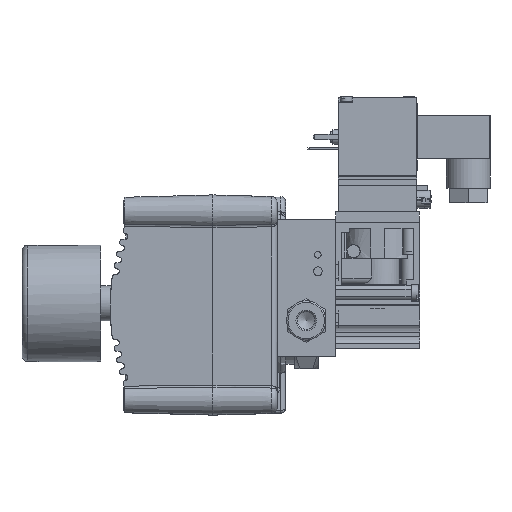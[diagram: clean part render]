
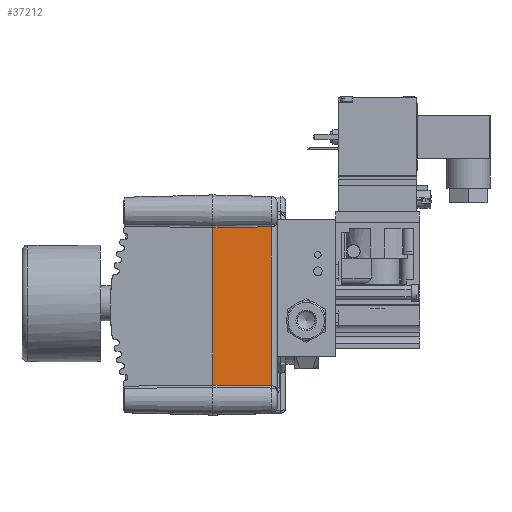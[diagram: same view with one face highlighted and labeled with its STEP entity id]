
A CAD part, left-side view. The second image highlights one B-rep face of the part: STEP entity #37212.
In plain terms, the highlighted planar face has unit normal (-1, -0.026, 0).
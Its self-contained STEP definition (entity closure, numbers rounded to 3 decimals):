
#2472=PLANE('',#40616);
#4520=FACE_OUTER_BOUND('',#6834,.T.);
#6834=EDGE_LOOP('',(#33780,#33781,#33782,#33783));
#8611=B_SPLINE_CURVE_WITH_KNOTS('',3,(#79126,#79127,#79128,#79129,#79130,
#79131),.UNSPECIFIED.,.F.,.F.,(4,2,4),(0.,0.013,0.02),
 .UNSPECIFIED.);
#8613=B_SPLINE_CURVE_WITH_KNOTS('',3,(#79185,#79186,#79187,#79188,#79189,
#79190,#79191),.UNSPECIFIED.,.F.,.F.,(4,3,4),(0.,0.013,
0.02),.UNSPECIFIED.);
#11711=LINE('',#79133,#15214);
#11895=LINE('',#80153,#15398);
#15214=VECTOR('',#49890,54.578);
#15398=VECTOR('',#50440,54.089);
#18423=VERTEX_POINT('',#77075);
#18424=VERTEX_POINT('',#77527);
#18557=VERTEX_POINT('',#79115);
#18558=VERTEX_POINT('',#79162);
#23596=EDGE_CURVE('',#18423,#18557,#8611,.T.);
#23597=EDGE_CURVE('',#18424,#18423,#11711,.T.);
#23599=EDGE_CURVE('',#18558,#18424,#8613,.T.);
#23867=EDGE_CURVE('',#18558,#18557,#11895,.T.);
#33780=ORIENTED_EDGE('',*,*,#23597,.T.);
#33781=ORIENTED_EDGE('',*,*,#23596,.T.);
#33782=ORIENTED_EDGE('',*,*,#23867,.F.);
#33783=ORIENTED_EDGE('',*,*,#23599,.T.);
#37212=ADVANCED_FACE('',(#4520),#2472,.T.);
#40616=AXIS2_PLACEMENT_3D('',#80152,#50438,#50439);
#49890=DIRECTION('',(0.,0.,1.));
#50438=DIRECTION('center_axis',(-1.,-0.026,
0.));
#50439=DIRECTION('ref_axis',(0.,0.,1.));
#50440=DIRECTION('',(0.,0.,1.));
#77075=CARTESIAN_POINT('',(-129.256,-22.728,10.019));
#77527=CARTESIAN_POINT('',(-129.256,-22.728,-44.559));
#79115=CARTESIAN_POINT('',(-129.782,-2.676,9.766));
#79126=CARTESIAN_POINT('Ctrl Pts',(-129.256,-22.728,
10.019));
#79127=CARTESIAN_POINT('Ctrl Pts',(-129.368,-18.47,
9.964));
#79128=CARTESIAN_POINT('Ctrl Pts',(-129.479,-14.212,
9.91));
#79129=CARTESIAN_POINT('Ctrl Pts',(-129.654,-7.528,
9.826));
#79130=CARTESIAN_POINT('Ctrl Pts',(-129.718,-5.102,
9.796));
#79131=CARTESIAN_POINT('Ctrl Pts',(-129.782,-2.676,
9.766));
#79133=CARTESIAN_POINT('',(-129.256,-22.728,-44.559));
#79162=CARTESIAN_POINT('',(-129.782,-2.676,-44.323));
#79185=CARTESIAN_POINT('Ctrl Pts',(-129.782,-2.676,
-44.323));
#79186=CARTESIAN_POINT('Ctrl Pts',(-129.668,-7.017,
-44.373));
#79187=CARTESIAN_POINT('Ctrl Pts',(-129.554,-11.359,-44.423));
#79188=CARTESIAN_POINT('Ctrl Pts',(-129.44,-15.7,
-44.475));
#79189=CARTESIAN_POINT('Ctrl Pts',(-129.379,-18.043,
-44.503));
#79190=CARTESIAN_POINT('Ctrl Pts',(-129.318,-20.386,-44.531));
#79191=CARTESIAN_POINT('Ctrl Pts',(-129.256,-22.728,
-44.559));
#80152=CARTESIAN_POINT('Origin',(-129.768,-3.176,10.265));
#80153=CARTESIAN_POINT('',(-129.782,-2.676,-44.323));
